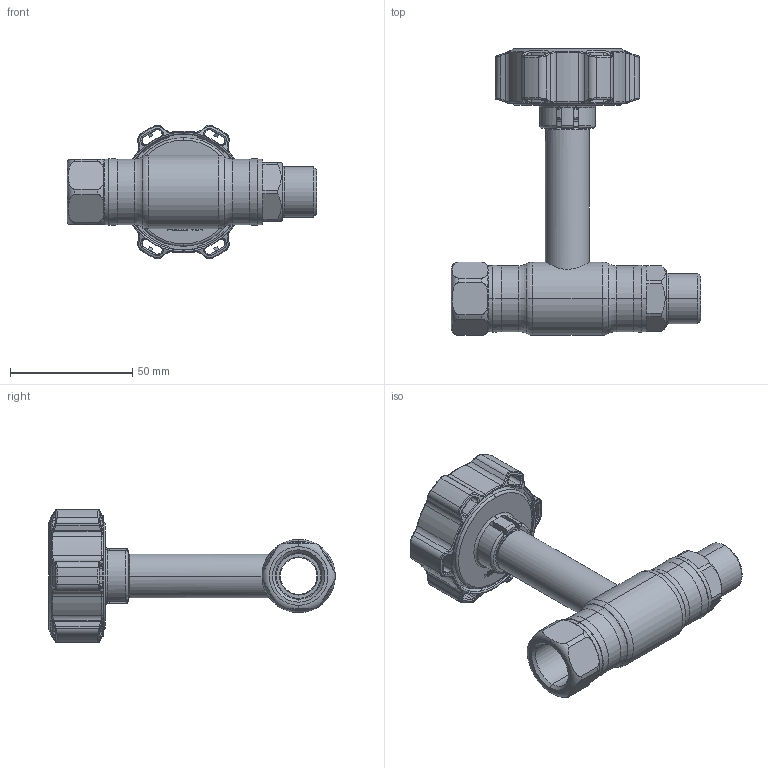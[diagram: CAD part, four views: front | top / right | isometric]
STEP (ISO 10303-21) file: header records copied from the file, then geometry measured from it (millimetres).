
FILE_DESCRIPTION (( 'STEP AP214' ), '1' );
FILE_NAME ('2015002401-0200.step', '2023-12-18T09:59:05', ( '' ), ( '' ), 'SwSTEP 2.0', 'SolidWorks 2021', '' );
FILE_SCHEMA (( 'AUTOMOTIVE_DESIGN' ));
Length unit declared in the file: millimetre
Products named in the file (1): 2015002401-0200
Bounding box: 102 x 117.3 x 54.57 mm (x, y, z)
Surface area: 29246.3 mm2 (no closed solid volume)
Topology: 0 solids, 9 shells, 571 faces, 1601 edges, 1017 vertices
Faces by surface type: bspline 177, cylinder 134, plane 113, torus 93, cone 54
Entity records: 34323 total; most frequent: CARTESIAN_POINT 14953, ORIENTED_EDGE 2910, DIRECTION 2329, EDGE_CURVE 1601, VERTEX_POINT 1017, AXIS2_PLACEMENT_3D 933, EDGE_LOOP 605, UNCERTAINTY_MEASURE_WITH_UNIT 573
